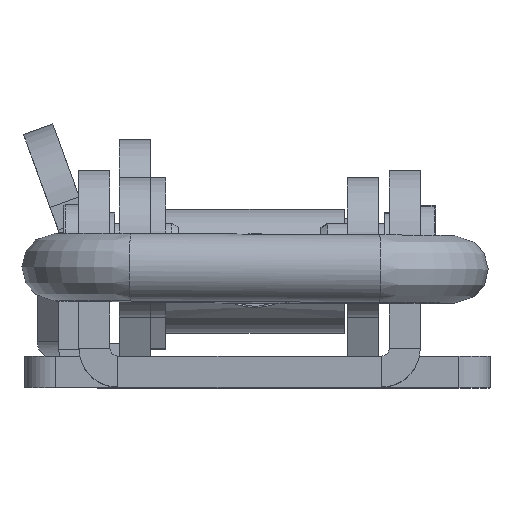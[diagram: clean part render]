
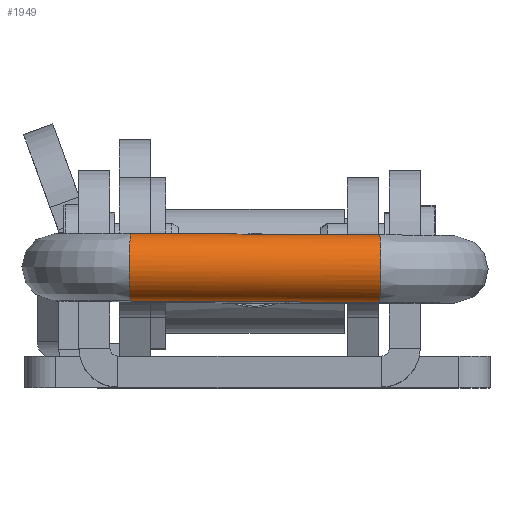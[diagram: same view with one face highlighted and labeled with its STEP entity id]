
A CAD part, top view. The second image highlights one B-rep face of the part: STEP entity #1949.
In plain terms, the highlighted free-form (B-spline) face has degree [3, 1] with [7, 2] control points.
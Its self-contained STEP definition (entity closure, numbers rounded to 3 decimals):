
#198 = ORIENTED_EDGE ( 'NONE', *, *, #6413, .F. ) ;
#485 = CARTESIAN_POINT ( 'NONE',  ( 7.767, 46.46, -2.18 ) ) ;
#1102 = CARTESIAN_POINT ( 'NONE',  ( -8.233, 55.18, 2.18 ) ) ;
#1354 = VERTEX_POINT ( 'NONE', #1715 ) ;
#1425 = CARTESIAN_POINT ( 'NONE',  ( -8., 50.82, 2.18 ) ) ;
#1464 = CARTESIAN_POINT ( 'NONE',  ( 8.233, 55.18, -2.18 ) ) ;
#1715 = CARTESIAN_POINT ( 'NONE',  ( 8., 50.82, 2.18 ) ) ;
#1733 = CARTESIAN_POINT ( 'NONE',  ( -8.233, 55.18, 2.18 ) ) ;
#1851 = FACE_OUTER_BOUND ( 'NONE', #5165, .T. ) ;
#1949 = ADVANCED_FACE ( 'NONE', ( #1851 ), #8062, .F. ) ;
#1953 = CARTESIAN_POINT ( 'NONE',  ( 8., 50.82, -2.18 ) ) ;
#2028 = CARTESIAN_POINT ( 'NONE',  ( -8., 50.82, -2.18 ) ) ;
#2155 = VERTEX_POINT ( 'NONE', #1953 ) ;
#2231 = CARTESIAN_POINT ( 'NONE',  ( -8., 50.82, 2.18 ) ) ;
#2736 = CARTESIAN_POINT ( 'NONE',  ( 8.233, 55.18, 2.18 ) ) ;
#2806 = EDGE_CURVE ( 'NONE', #2155, #3140, #3208, .T. ) ;
#2880 =( BOUNDED_CURVE ( )  B_SPLINE_CURVE ( 3, ( #5844, #1464, #2736, #7116 ),
 .UNSPECIFIED., .F., .F. ) 
 B_SPLINE_CURVE_WITH_KNOTS ( ( 4, 4 ),
 ( 0.5, 1. ),
 .UNSPECIFIED. ) 
 CURVE ( )  GEOMETRIC_REPRESENTATION_ITEM ( )  RATIONAL_B_SPLINE_CURVE ( ( 1., 0.333, 0.333, 1. ) ) 
 REPRESENTATION_ITEM ( '' )  );
#2999 = CARTESIAN_POINT ( 'NONE',  ( -8., 50.82, -2.18 ) ) ;
#3126 =( BOUNDED_CURVE ( )  B_SPLINE_CURVE ( 3, ( #5481, #1102, #6742, #2999 ),
 .UNSPECIFIED., .F., .F. ) 
 B_SPLINE_CURVE_WITH_KNOTS ( ( 4, 4 ),
 ( 0., 0.5 ),
 .UNSPECIFIED. ) 
 CURVE ( )  GEOMETRIC_REPRESENTATION_ITEM ( )  RATIONAL_B_SPLINE_CURVE ( ( 1., 0.333, 0.333, 1. ) ) 
 REPRESENTATION_ITEM ( '' )  );
#3140 = VERTEX_POINT ( 'NONE', #8017 ) ;
#3163 = CARTESIAN_POINT ( 'NONE',  ( 8., 50.82, 2.18 ) ) ;
#3208 = B_SPLINE_CURVE_WITH_KNOTS ( 'NONE', 1,
 ( #6421, #2028 ),
 .UNSPECIFIED., .F., .F.,
 ( 2, 2 ),
 ( 0., 1. ),
 .UNSPECIFIED. ) ;
#3357 = ORIENTED_EDGE ( 'NONE', *, *, #7320, .F. ) ;
#3616 = CARTESIAN_POINT ( 'NONE',  ( -8., 50.82, -2.18 ) ) ;
#3844 = CARTESIAN_POINT ( 'NONE',  ( 8.233, 55.18, -2.18 ) ) ;
#3890 = B_SPLINE_CURVE_WITH_KNOTS ( 'NONE', 1,
 ( #7204, #4120 ),
 .UNSPECIFIED., .F., .F.,
 ( 2, 2 ),
 ( 0., 1. ),
 .UNSPECIFIED. ) ;
#3961 = CARTESIAN_POINT ( 'NONE',  ( 7.767, 46.46, 2.18 ) ) ;
#4120 = CARTESIAN_POINT ( 'NONE',  ( -8., 50.82, 2.18 ) ) ;
#4243 = CARTESIAN_POINT ( 'NONE',  ( 8.233, 55.18, 2.18 ) ) ;
#4515 = ORIENTED_EDGE ( 'NONE', *, *, #2806, .T. ) ;
#4884 = VERTEX_POINT ( 'NONE', #2231 ) ;
#5124 = CARTESIAN_POINT ( 'NONE',  ( -7.767, 46.46, -2.18 ) ) ;
#5165 = EDGE_LOOP ( 'NONE', ( #3357, #4515, #7928, #198 ) ) ;
#5481 = CARTESIAN_POINT ( 'NONE',  ( -8., 50.82, 2.18 ) ) ;
#5531 = CARTESIAN_POINT ( 'NONE',  ( -7.767, 46.46, 2.18 ) ) ;
#5822 = CARTESIAN_POINT ( 'NONE',  ( -8.233, 55.18, -2.18 ) ) ;
#5844 = CARTESIAN_POINT ( 'NONE',  ( 8., 50.82, -2.18 ) ) ;
#6120 = CARTESIAN_POINT ( 'NONE',  ( -8., 50.82, 2.18 ) ) ;
#6413 = EDGE_CURVE ( 'NONE', #1354, #4884, #3890, .T. ) ;
#6421 = CARTESIAN_POINT ( 'NONE',  ( 8., 50.82, -2.18 ) ) ;
#6742 = CARTESIAN_POINT ( 'NONE',  ( -8.233, 55.18, -2.18 ) ) ;
#7116 = CARTESIAN_POINT ( 'NONE',  ( 8., 50.82, 2.18 ) ) ;
#7204 = CARTESIAN_POINT ( 'NONE',  ( 8., 50.82, 2.18 ) ) ;
#7300 = CARTESIAN_POINT ( 'NONE',  ( 8., 50.82, -2.18 ) ) ;
#7320 = EDGE_CURVE ( 'NONE', #2155, #1354, #2880, .T. ) ;
#7587 = CARTESIAN_POINT ( 'NONE',  ( 8., 50.82, 2.18 ) ) ;
#7928 = ORIENTED_EDGE ( 'NONE', *, *, #8033, .F. ) ;
#8017 = CARTESIAN_POINT ( 'NONE',  ( -8., 50.82, -2.18 ) ) ;
#8033 = EDGE_CURVE ( 'NONE', #4884, #3140, #3126, .T. ) ;
#8062 =( BOUNDED_SURFACE ( )  B_SPLINE_SURFACE ( 3, 1, ( 
 ( #7587, #6120 ),
 ( #3961, #5531 ),
 ( #485, #5124 ),
 ( #7300, #3616 ),
 ( #3844, #5822 ),
 ( #4243, #1733 ),
 ( #3163, #1425 ) ),
 .UNSPECIFIED., .T., .F., .F. ) 
 B_SPLINE_SURFACE_WITH_KNOTS ( ( 4, 3, 4 ),
 ( 2, 2 ),
 ( 0., 0.5, 1. ),
 ( 0., 1. ),
 .UNSPECIFIED. ) 
 GEOMETRIC_REPRESENTATION_ITEM ( )  RATIONAL_B_SPLINE_SURFACE ( (
 ( 1., 1.),
 ( 0.333, 0.333),
 ( 0.333, 0.333),
 ( 1., 1.),
 ( 0.333, 0.333),
 ( 0.333, 0.333),
 ( 1., 1.) ) ) 
 REPRESENTATION_ITEM ( '' )  SURFACE ( )  );
